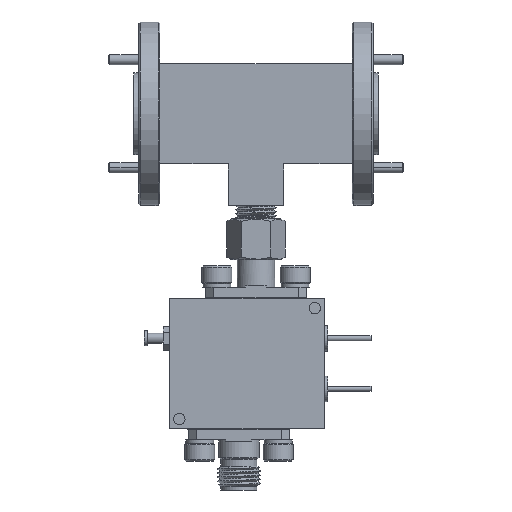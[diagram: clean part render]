
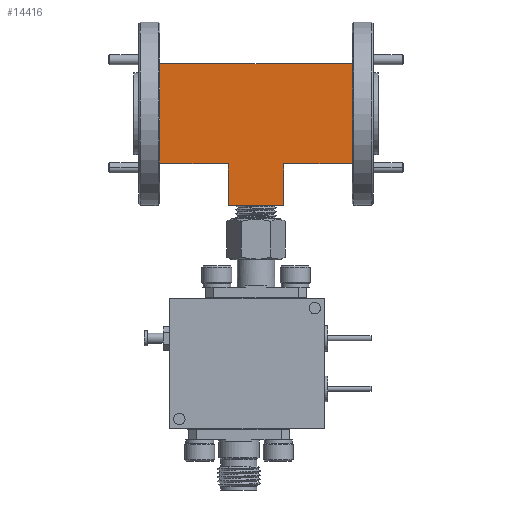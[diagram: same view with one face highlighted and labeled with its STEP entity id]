
A CAD part, front view. The second image highlights one B-rep face of the part: STEP entity #14416.
In plain terms, the highlighted planar face has unit normal (0, -1, 0).
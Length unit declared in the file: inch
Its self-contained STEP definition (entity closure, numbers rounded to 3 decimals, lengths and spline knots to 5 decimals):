
#1282 = CARTESIAN_POINT ( 'NONE',  ( -1.50496, 0.31008, 0.20078 ) ) ;
#1815 = CARTESIAN_POINT ( 'NONE',  ( -1.92496, 0.31008, 0.20078 ) ) ;
#3026 = CARTESIAN_POINT ( 'NONE',  ( -1.16496, 0.31008, 0.20078 ) ) ;
#3452 = ORIENTED_EDGE ( 'NONE', *, *, #18526, .F. ) ;
#3478 = VECTOR ( 'NONE', #23213, 39.37008 ) ;
#3530 = LINE ( 'NONE', #13697, #29619 ) ;
#4301 = ORIENTED_EDGE ( 'NONE', *, *, #25748, .F. ) ;
#4454 = PLANE ( 'NONE',  #12952 ) ;
#5250 = ORIENTED_EDGE ( 'NONE', *, *, #27040, .F. ) ;
#5432 = DIRECTION ( 'NONE',  ( 0., 0., -1. ) ) ;
#7019 = LINE ( 'NONE', #1815, #17976 ) ;
#7496 = ORIENTED_EDGE ( 'NONE', *, *, #20255, .T. ) ;
#7681 = VECTOR ( 'NONE', #13011, 39.37008 ) ;
#8067 = VERTEX_POINT ( 'NONE', #18979 ) ;
#8659 = VERTEX_POINT ( 'NONE', #1282 ) ;
#9983 = VECTOR ( 'NONE', #30012, 39.37008 ) ;
#12155 = VERTEX_POINT ( 'NONE', #20061 ) ;
#12697 = VERTEX_POINT ( 'NONE', #3026 ) ;
#12952 = AXIS2_PLACEMENT_3D ( 'NONE', #28756, #28634, #14312 ) ;
#13011 = DIRECTION ( 'NONE',  ( -1., 0., 0. ) ) ;
#13331 = CARTESIAN_POINT ( 'NONE',  ( -1.92496, 0.31008, 0.20078 ) ) ;
#13697 = CARTESIAN_POINT ( 'NONE',  ( -1.50496, 0.31008, -0.05422 ) ) ;
#13976 = DIRECTION ( 'NONE',  ( -1., 0., 0. ) ) ;
#14311 = EDGE_CURVE ( 'NONE', #24502, #8067, #3530, .T. ) ;
#14312 = DIRECTION ( 'NONE',  ( -1., 0., 0. ) ) ;
#14416 = ADVANCED_FACE ( 'NONE', ( #30760 ), #4454, .F. ) ;
#14649 = DIRECTION ( 'NONE',  ( 1., 0., 0. ) ) ;
#14834 = LINE ( 'NONE', #24842, #20478 ) ;
#14872 = LINE ( 'NONE', #13331, #7681 ) ;
#15577 = EDGE_CURVE ( 'NONE', #12155, #29610, #14834, .T. ) ;
#15868 = CARTESIAN_POINT ( 'NONE',  ( -1.16496, 0.31008, -0.05422 ) ) ;
#16230 = ORIENTED_EDGE ( 'NONE', *, *, #27739, .F. ) ;
#16385 = VECTOR ( 'NONE', #14649, 39.37008 ) ;
#16830 = CARTESIAN_POINT ( 'NONE',  ( -1.50496, 0.31008, -0.05422 ) ) ;
#17428 = DIRECTION ( 'NONE',  ( 0., 0., 1. ) ) ;
#17976 = VECTOR ( 'NONE', #13976, 39.37008 ) ;
#18526 = EDGE_CURVE ( 'NONE', #8659, #30062, #7019, .T. ) ;
#18979 = CARTESIAN_POINT ( 'NONE',  ( -1.50496, 0.31008, -0.05422 ) ) ;
#19225 = ORIENTED_EDGE ( 'NONE', *, *, #15577, .F. ) ;
#20061 = CARTESIAN_POINT ( 'NONE',  ( -0.74496, 0.31008, 0.81578 ) ) ;
#20170 = EDGE_LOOP ( 'NONE', ( #16230, #19225, #5250, #29690, #3452, #4301, #22629, #7496 ) ) ;
#20255 = EDGE_CURVE ( 'NONE', #24502, #12697, #20490, .T. ) ;
#20478 = VECTOR ( 'NONE', #5432, 39.37008 ) ;
#20490 = LINE ( 'NONE', #15868, #3478 ) ;
#20926 = DIRECTION ( 'NONE',  ( -1., 0., 0. ) ) ;
#21645 = LINE ( 'NONE', #30340, #9983 ) ;
#22061 = LINE ( 'NONE', #16830, #27745 ) ;
#22629 = ORIENTED_EDGE ( 'NONE', *, *, #14311, .F. ) ;
#23213 = DIRECTION ( 'NONE',  ( 0., 0., 1. ) ) ;
#23227 = VERTEX_POINT ( 'NONE', #26417 ) ;
#24502 = VERTEX_POINT ( 'NONE', #27553 ) ;
#24842 = CARTESIAN_POINT ( 'NONE',  ( -0.74496, 0.31008, 1.07078 ) ) ;
#25748 = EDGE_CURVE ( 'NONE', #8067, #8659, #22061, .T. ) ;
#26302 = EDGE_CURVE ( 'NONE', #23227, #30062, #21645, .T. ) ;
#26417 = CARTESIAN_POINT ( 'NONE',  ( -1.92496, 0.31008, 0.81578 ) ) ;
#26644 = CARTESIAN_POINT ( 'NONE',  ( -1.92496, 0.31008, 0.20078 ) ) ;
#27040 = EDGE_CURVE ( 'NONE', #23227, #12155, #28120, .T. ) ;
#27553 = CARTESIAN_POINT ( 'NONE',  ( -1.16496, 0.31008, -0.05422 ) ) ;
#27739 = EDGE_CURVE ( 'NONE', #29610, #12697, #14872, .T. ) ;
#27745 = VECTOR ( 'NONE', #17428, 39.37008 ) ;
#28120 = LINE ( 'NONE', #28880, #16385 ) ;
#28634 = DIRECTION ( 'NONE',  ( 0., 1., 0. ) ) ;
#28756 = CARTESIAN_POINT ( 'NONE',  ( -1.92496, 0.31008, 1.07078 ) ) ;
#28880 = CARTESIAN_POINT ( 'NONE',  ( -1.92496, 0.31008, 0.81578 ) ) ;
#29610 = VERTEX_POINT ( 'NONE', #29974 ) ;
#29619 = VECTOR ( 'NONE', #20926, 39.37008 ) ;
#29690 = ORIENTED_EDGE ( 'NONE', *, *, #26302, .T. ) ;
#29974 = CARTESIAN_POINT ( 'NONE',  ( -0.74496, 0.31008, 0.20078 ) ) ;
#30012 = DIRECTION ( 'NONE',  ( 0., 0., -1. ) ) ;
#30062 = VERTEX_POINT ( 'NONE', #26644 ) ;
#30340 = CARTESIAN_POINT ( 'NONE',  ( -1.92496, 0.31008, 1.07078 ) ) ;
#30760 = FACE_OUTER_BOUND ( 'NONE', #20170, .T. ) ;
